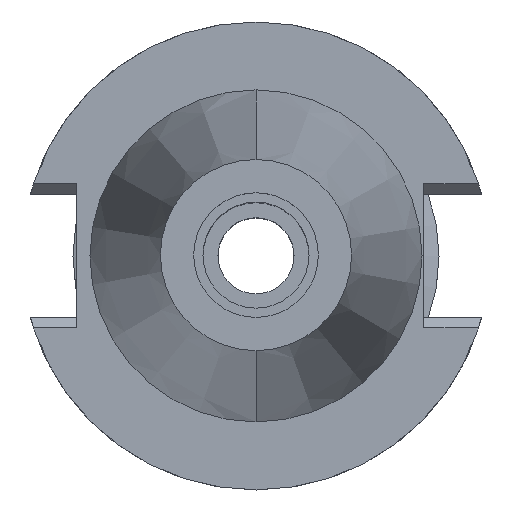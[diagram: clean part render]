
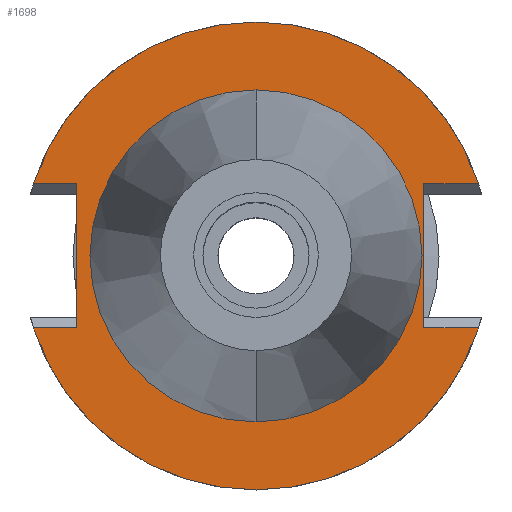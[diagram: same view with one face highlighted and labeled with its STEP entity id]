
A CAD part, top view. The second image highlights one B-rep face of the part: STEP entity #1698.
In plain terms, the highlighted planar face has unit normal (0, 0, 1).
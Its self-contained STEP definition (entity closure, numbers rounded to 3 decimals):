
#94=DIRECTION('',(0.,-1.,0.));
#95=VECTOR('',#94,30.31);
#96=CARTESIAN_POINT('',(35.27,15.155,-1.5));
#97=LINE('',#96,#95);
#101=DIRECTION('',(1.,0.,0.));
#102=VECTOR('',#101,11.551);
#103=CARTESIAN_POINT('',(35.27,-15.155,-1.5));
#104=LINE('',#103,#102);
#108=CARTESIAN_POINT('',(0.,0.,-1.5));
#109=DIRECTION('',(0.,0.,-1.));
#110=DIRECTION('',(0.951,-0.308,0.));
#111=AXIS2_PLACEMENT_3D('',#108,#109,#110);
#116=CARTESIAN_POINT('',(0.,0.,-1.5));
#117=DIRECTION('',(0.,0.,-1.));
#118=DIRECTION('',(0.,-1.,0.));
#119=AXIS2_PLACEMENT_3D('',#116,#117,#118);
#124=DIRECTION('',(0.,1.,0.));
#125=VECTOR('',#124,30.31);
#126=CARTESIAN_POINT('',(-37.68,-15.155,-1.5));
#127=LINE('',#126,#125);
#131=DIRECTION('',(-1.,0.,0.));
#132=VECTOR('',#131,9.141);
#133=CARTESIAN_POINT('',(-37.68,15.155,-1.5));
#134=LINE('',#133,#132);
#138=CARTESIAN_POINT('',(0.,0.,-1.5));
#139=DIRECTION('',(0.,0.,-1.));
#140=DIRECTION('',(-0.951,0.308,0.));
#141=AXIS2_PLACEMENT_3D('',#138,#139,#140);
#146=CARTESIAN_POINT('',(0.,0.,-1.5));
#147=DIRECTION('',(0.,0.,-1.));
#148=DIRECTION('',(0.,1.,0.));
#149=AXIS2_PLACEMENT_3D('',#146,#147,#148);
#154=CARTESIAN_POINT('',(0.,0.,-1.5));
#155=DIRECTION('',(0.,0.,1.));
#156=DIRECTION('',(0.,-1.,0.));
#157=AXIS2_PLACEMENT_3D('',#154,#155,#156);
#162=CARTESIAN_POINT('',(0.,0.,-1.5));
#163=DIRECTION('',(0.,0.,1.));
#164=DIRECTION('',(0.,1.,0.));
#165=AXIS2_PLACEMENT_3D('',#162,#163,#164);
#289=DIRECTION('',(1.,0.,0.));
#290=VECTOR('',#289,11.551);
#291=CARTESIAN_POINT('',(35.27,15.155,-1.5));
#292=LINE('',#291,#290);
#576=DIRECTION('',(-1.,0.,0.));
#577=VECTOR('',#576,9.141);
#578=CARTESIAN_POINT('',(-37.68,-15.155,-1.5));
#579=LINE('',#578,#577);
#1376=CARTESIAN_POINT('',(0.,34.925,-1.5));
#1377=VERTEX_POINT('',#1376);
#1378=CARTESIAN_POINT('',(0.,-34.925,-1.5));
#1379=VERTEX_POINT('',#1378);
#1380=CARTESIAN_POINT('',(35.27,15.155,-1.5));
#1381=CARTESIAN_POINT('',(35.27,-15.155,-1.5));
#1382=VERTEX_POINT('',#1380);
#1383=VERTEX_POINT('',#1381);
#1384=CARTESIAN_POINT('',(46.821,-15.155,-1.5));
#1385=VERTEX_POINT('',#1384);
#1386=CARTESIAN_POINT('',(0.,-49.213,-1.5));
#1387=CARTESIAN_POINT('',(-46.821,-15.155,-1.5));
#1388=VERTEX_POINT('',#1386);
#1389=VERTEX_POINT('',#1387);
#1390=CARTESIAN_POINT('',(-37.68,-15.155,-1.5));
#1391=VERTEX_POINT('',#1390);
#1392=CARTESIAN_POINT('',(-37.68,15.155,-1.5));
#1393=VERTEX_POINT('',#1392);
#1394=CARTESIAN_POINT('',(-46.821,15.155,-1.5));
#1395=VERTEX_POINT('',#1394);
#1396=CARTESIAN_POINT('',(0.,49.213,-1.5));
#1397=CARTESIAN_POINT('',(46.821,15.155,-1.5));
#1398=VERTEX_POINT('',#1396);
#1399=VERTEX_POINT('',#1397);
#1667=CARTESIAN_POINT('',(0.,0.,-1.5));
#1668=DIRECTION('',(0.,0.,1.));
#1669=DIRECTION('',(0.,1.,0.));
#1670=AXIS2_PLACEMENT_3D('',#1667,#1668,#1669);
#1671=PLANE('',#1670);
#1673=ORIENTED_EDGE('',*,*,#1672,.T.);
#1675=ORIENTED_EDGE('',*,*,#1674,.T.);
#1677=ORIENTED_EDGE('',*,*,#1676,.T.);
#1679=ORIENTED_EDGE('',*,*,#1678,.T.);
#1681=ORIENTED_EDGE('',*,*,#1680,.F.);
#1683=ORIENTED_EDGE('',*,*,#1682,.T.);
#1685=ORIENTED_EDGE('',*,*,#1684,.T.);
#1687=ORIENTED_EDGE('',*,*,#1686,.T.);
#1689=ORIENTED_EDGE('',*,*,#1688,.T.);
#1691=ORIENTED_EDGE('',*,*,#1690,.F.);
#1692=EDGE_LOOP('',(#1673,#1675,#1677,#1679,#1681,#1683,#1685,#1687,#1689,
#1691));
#1693=FACE_OUTER_BOUND('',#1692,.F.);
#1694=ORIENTED_EDGE('',*,*,#1646,.T.);
#1695=ORIENTED_EDGE('',*,*,#1662,.T.);
#1696=EDGE_LOOP('',(#1694,#1695));
#1697=FACE_BOUND('',#1696,.F.);
#112=CIRCLE('',#111,49.213);
#120=CIRCLE('',#119,49.213);
#142=CIRCLE('',#141,49.213);
#150=CIRCLE('',#149,49.213);
#158=CIRCLE('',#157,34.925);
#166=CIRCLE('',#165,34.925);
#1646=EDGE_CURVE('',#1379,#1377,#158,.T.);
#1662=EDGE_CURVE('',#1377,#1379,#166,.T.);
#1672=EDGE_CURVE('',#1382,#1383,#97,.T.);
#1674=EDGE_CURVE('',#1383,#1385,#104,.T.);
#1676=EDGE_CURVE('',#1385,#1388,#112,.T.);
#1678=EDGE_CURVE('',#1388,#1389,#120,.T.);
#1680=EDGE_CURVE('',#1391,#1389,#579,.T.);
#1682=EDGE_CURVE('',#1391,#1393,#127,.T.);
#1684=EDGE_CURVE('',#1393,#1395,#134,.T.);
#1686=EDGE_CURVE('',#1395,#1398,#142,.T.);
#1688=EDGE_CURVE('',#1398,#1399,#150,.T.);
#1690=EDGE_CURVE('',#1382,#1399,#292,.T.);
#1698=ADVANCED_FACE('',(#1693,#1697),#1671,.T.);
